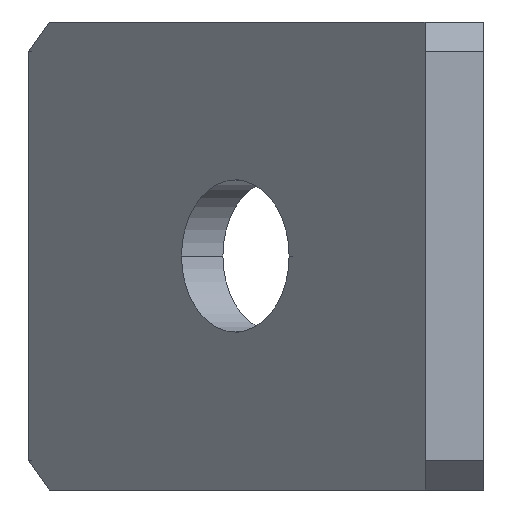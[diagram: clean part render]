
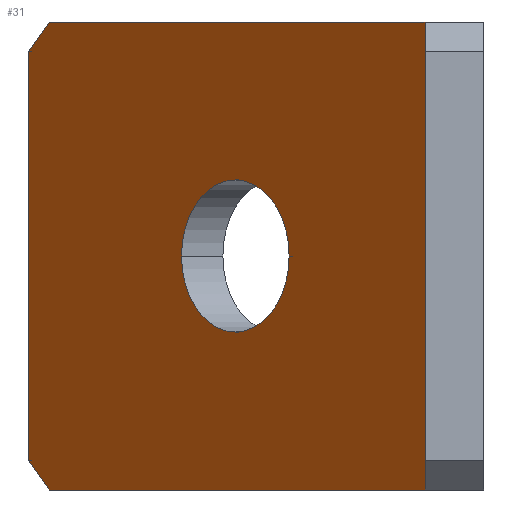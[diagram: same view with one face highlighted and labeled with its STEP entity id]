
A CAD part, left-side view. The second image highlights one B-rep face of the part: STEP entity #31.
In plain terms, the highlighted planar face has unit normal (-0.707, 0.707, 0).
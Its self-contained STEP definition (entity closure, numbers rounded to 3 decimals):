
#6 = VECTOR ( 'NONE', #359, 1000. ) ;
#20 = VERTEX_POINT ( 'NONE', #448 ) ;
#23 = CARTESIAN_POINT ( 'NONE',  ( 134.622, 33.892, 20. ) ) ;
#31 = ADVANCED_FACE ( 'NONE', ( #440, #223 ), #556, .T. ) ;
#35 = VECTOR ( 'NONE', #330, 1000. ) ;
#37 = VERTEX_POINT ( 'NONE', #446 ) ;
#39 = EDGE_CURVE ( 'NONE', #303, #37, #504, .T. ) ;
#47 = DIRECTION ( 'NONE',  ( -0.707, -0.707, 0. ) ) ;
#56 = AXIS2_PLACEMENT_3D ( 'NONE', #219, #102, #165 ) ;
#57 = VECTOR ( 'NONE', #427, 1000. ) ;
#62 = EDGE_CURVE ( 'NONE', #20, #109, #618, .T. ) ;
#63 = DIRECTION ( 'NONE',  ( -0.707, -0.707, 0. ) ) ;
#74 = ORIENTED_EDGE ( 'NONE', *, *, #261, .F. ) ;
#88 = DIRECTION ( 'NONE',  ( 0.707, 0.707, 0. ) ) ;
#102 = DIRECTION ( 'NONE',  ( -0.707, 0.707, 0. ) ) ;
#107 = CARTESIAN_POINT ( 'NONE',  ( 130.934, 30.204, -22.715 ) ) ;
#109 = VERTEX_POINT ( 'NONE', #502 ) ;
#119 = CARTESIAN_POINT ( 'NONE',  ( 132.854, 32.124, -20. ) ) ;
#123 = EDGE_CURVE ( 'NONE', #714, #303, #533, .T. ) ;
#138 = LINE ( 'NONE', #464, #6 ) ;
#140 = DIRECTION ( 'NONE',  ( -0.707, -0.707, 0. ) ) ;
#155 = CARTESIAN_POINT ( 'NONE',  ( 116.944, 16.214, 0. ) ) ;
#158 = EDGE_CURVE ( 'NONE', #37, #428, #201, .T. ) ;
#165 = DIRECTION ( 'NONE',  ( -0.707, -0.707, 0. ) ) ;
#177 = VECTOR ( 'NONE', #591, 1000. ) ;
#178 = VECTOR ( 'NONE', #47, 1000. ) ;
#188 = AXIS2_PLACEMENT_3D ( 'NONE', #708, #468, #63 ) ;
#198 = ORIENTED_EDGE ( 'NONE', *, *, #672, .T. ) ;
#200 = ORIENTED_EDGE ( 'NONE', *, *, #62, .T. ) ;
#201 = LINE ( 'NONE', #23, #57 ) ;
#209 = CARTESIAN_POINT ( 'NONE',  ( 121.54, 20.81, 0. ) ) ;
#217 = CARTESIAN_POINT ( 'NONE',  ( 100.73, 0., 20. ) ) ;
#219 = CARTESIAN_POINT ( 'NONE',  ( 100.73, 0., 20. ) ) ;
#223 = FACE_OUTER_BOUND ( 'NONE', #244, .T. ) ;
#226 = CARTESIAN_POINT ( 'NONE',  ( 101.902, 1.172, 20. ) ) ;
#233 = CARTESIAN_POINT ( 'NONE',  ( 134.622, 33.892, -17.5 ) ) ;
#244 = EDGE_LOOP ( 'NONE', ( #276, #198, #74, #380, #200, #518, #268, #461 ) ) ;
#246 = EDGE_CURVE ( 'NONE', #714, #109, #138, .T. ) ;
#261 = EDGE_CURVE ( 'NONE', #479, #422, #542, .T. ) ;
#268 = ORIENTED_EDGE ( 'NONE', *, *, #123, .T. ) ;
#270 = CARTESIAN_POINT ( 'NONE',  ( 112.348, 11.618, 0. ) ) ;
#273 = CARTESIAN_POINT ( 'NONE',  ( 116.792, 16.062, 42.715 ) ) ;
#276 = ORIENTED_EDGE ( 'NONE', *, *, #158, .T. ) ;
#290 = EDGE_LOOP ( 'NONE', ( #599, #342 ) ) ;
#303 = VERTEX_POINT ( 'NONE', #402 ) ;
#325 = LINE ( 'NONE', #107, #35 ) ;
#330 = DIRECTION ( 'NONE',  ( -0.5, -0.5, -0.707 ) ) ;
#335 = EDGE_CURVE ( 'NONE', #455, #686, #659, .T. ) ;
#342 = ORIENTED_EDGE ( 'NONE', *, *, #335, .F. ) ;
#359 = DIRECTION ( 'NONE',  ( -0.707, -0.707, 0. ) ) ;
#366 = AXIS2_PLACEMENT_3D ( 'NONE', #155, #716, #140 ) ;
#378 = VECTOR ( 'NONE', #88, 1000. ) ;
#380 = ORIENTED_EDGE ( 'NONE', *, *, #621, .T. ) ;
#402 = CARTESIAN_POINT ( 'NONE',  ( 132.854, 32.124, 20. ) ) ;
#422 = VERTEX_POINT ( 'NONE', #119 ) ;
#427 = DIRECTION ( 'NONE',  ( 0., 0., -1. ) ) ;
#428 = VERTEX_POINT ( 'NONE', #233 ) ;
#440 = FACE_BOUND ( 'NONE', #290, .T. ) ;
#446 = CARTESIAN_POINT ( 'NONE',  ( 134.622, 33.892, 17.5 ) ) ;
#448 = CARTESIAN_POINT ( 'NONE',  ( 100.73, 0., -20. ) ) ;
#455 = VERTEX_POINT ( 'NONE', #209 ) ;
#459 = VECTOR ( 'NONE', #551, 1000. ) ;
#460 = CIRCLE ( 'NONE', #366, 6.5 ) ;
#461 = ORIENTED_EDGE ( 'NONE', *, *, #39, .T. ) ;
#464 = CARTESIAN_POINT ( 'NONE',  ( 100.73, 0., 20. ) ) ;
#465 = EDGE_CURVE ( 'NONE', #686, #455, #460, .T. ) ;
#468 = DIRECTION ( 'NONE',  ( -0.707, 0.707, 0. ) ) ;
#476 = VECTOR ( 'NONE', #675, 1000. ) ;
#479 = VERTEX_POINT ( 'NONE', #603 ) ;
#502 = CARTESIAN_POINT ( 'NONE',  ( 100.73, 0., 20. ) ) ;
#504 = LINE ( 'NONE', #273, #476 ) ;
#518 = ORIENTED_EDGE ( 'NONE', *, *, #246, .F. ) ;
#533 = LINE ( 'NONE', #594, #378 ) ;
#542 = LINE ( 'NONE', #580, #177 ) ;
#551 = DIRECTION ( 'NONE',  ( 0., 0., 1. ) ) ;
#556 = PLANE ( 'NONE',  #56 ) ;
#580 = CARTESIAN_POINT ( 'NONE',  ( 100.73, 0., -20. ) ) ;
#591 = DIRECTION ( 'NONE',  ( 0.707, 0.707, 0. ) ) ;
#594 = CARTESIAN_POINT ( 'NONE',  ( 100.73, 0., 20. ) ) ;
#599 = ORIENTED_EDGE ( 'NONE', *, *, #465, .F. ) ;
#603 = CARTESIAN_POINT ( 'NONE',  ( 101.902, 1.172, -20. ) ) ;
#617 = CARTESIAN_POINT ( 'NONE',  ( 99.902, -0.828, -20. ) ) ;
#618 = LINE ( 'NONE', #217, #459 ) ;
#621 = EDGE_CURVE ( 'NONE', #479, #20, #681, .T. ) ;
#659 = CIRCLE ( 'NONE', #188, 6.5 ) ;
#672 = EDGE_CURVE ( 'NONE', #428, #422, #325, .T. ) ;
#675 = DIRECTION ( 'NONE',  ( 0.5, 0.5, -0.707 ) ) ;
#681 = LINE ( 'NONE', #617, #178 ) ;
#686 = VERTEX_POINT ( 'NONE', #270 ) ;
#708 = CARTESIAN_POINT ( 'NONE',  ( 116.944, 16.214, 0. ) ) ;
#714 = VERTEX_POINT ( 'NONE', #226 ) ;
#716 = DIRECTION ( 'NONE',  ( -0.707, 0.707, 0. ) ) ;
